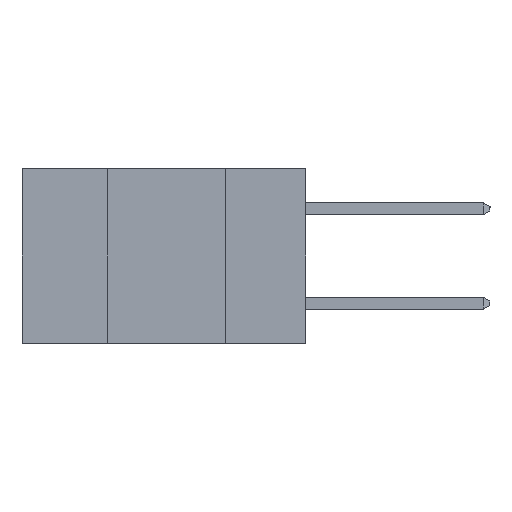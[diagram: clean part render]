
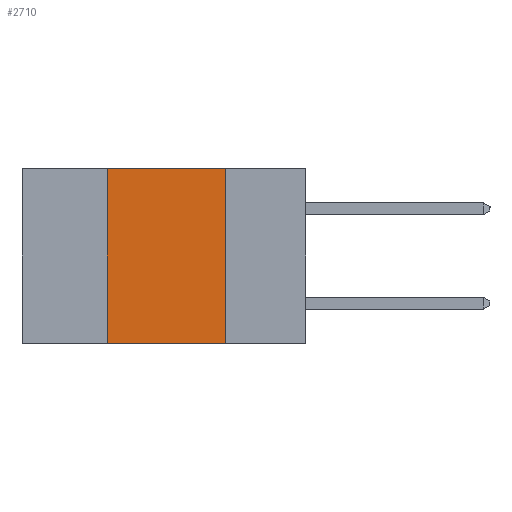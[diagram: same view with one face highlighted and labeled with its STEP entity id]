
A CAD part, left-side view. The second image highlights one B-rep face of the part: STEP entity #2710.
In plain terms, the highlighted planar face has unit normal (-1, 0, 0).
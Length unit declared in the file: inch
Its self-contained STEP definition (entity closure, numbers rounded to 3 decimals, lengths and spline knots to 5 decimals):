
#570 = VERTEX_POINT ( 'NONE', #21089 ) ;
#997 = EDGE_CURVE ( 'NONE', #14348, #7989, #17390, .T. ) ;
#1250 = LINE ( 'NONE', #8866, #1609 ) ;
#1609 = VECTOR ( 'NONE', #21705, 39.37008 ) ;
#2710 = ADVANCED_FACE ( 'NONE', ( #3567 ), #18784, .F. ) ;
#3567 = FACE_OUTER_BOUND ( 'NONE', #8385, .T. ) ;
#3973 = ORIENTED_EDGE ( 'NONE', *, *, #19074, .F. ) ;
#4193 = EDGE_CURVE ( 'NONE', #22796, #14348, #1250, .T. ) ;
#5556 = AXIS2_PLACEMENT_3D ( 'NONE', #9550, #22628, #24493 ) ;
#5858 = VECTOR ( 'NONE', #22231, 39.37008 ) ;
#5934 = CARTESIAN_POINT ( 'NONE',  ( 0., 0.17, -0.37 ) ) ;
#7989 = VERTEX_POINT ( 'NONE', #20797 ) ;
#8377 = EDGE_CURVE ( 'NONE', #570, #7989, #14044, .T. ) ;
#8385 = EDGE_LOOP ( 'NONE', ( #22477, #16211, #3973, #17412 ) ) ;
#8866 = CARTESIAN_POINT ( 'NONE',  ( 0., 0.6, 0. ) ) ;
#9550 = CARTESIAN_POINT ( 'NONE',  ( 0., 0.6, 0. ) ) ;
#12166 = CARTESIAN_POINT ( 'NONE',  ( 0., 0.6, -0.37 ) ) ;
#13376 = CARTESIAN_POINT ( 'NONE',  ( 0., 0.17, 0. ) ) ;
#14044 = LINE ( 'NONE', #12166, #15390 ) ;
#14150 = DIRECTION ( 'NONE',  ( 0., -1., 0. ) ) ;
#14348 = VERTEX_POINT ( 'NONE', #13376 ) ;
#15390 = VECTOR ( 'NONE', #14150, 39.37008 ) ;
#16211 = ORIENTED_EDGE ( 'NONE', *, *, #4193, .F. ) ;
#16246 = CARTESIAN_POINT ( 'NONE',  ( 0., 0.42, -0.37 ) ) ;
#17390 = LINE ( 'NONE', #5934, #18287 ) ;
#17412 = ORIENTED_EDGE ( 'NONE', *, *, #8377, .T. ) ;
#17532 = DIRECTION ( 'NONE',  ( 0., 0., -1. ) ) ;
#18287 = VECTOR ( 'NONE', #17532, 39.37008 ) ;
#18784 = PLANE ( 'NONE',  #5556 ) ;
#19074 = EDGE_CURVE ( 'NONE', #570, #22796, #24223, .T. ) ;
#20797 = CARTESIAN_POINT ( 'NONE',  ( 0., 0.17, -0.37 ) ) ;
#21089 = CARTESIAN_POINT ( 'NONE',  ( 0., 0.42, -0.37 ) ) ;
#21705 = DIRECTION ( 'NONE',  ( 0., -1., 0. ) ) ;
#22134 = CARTESIAN_POINT ( 'NONE',  ( 0., 0.42, 0. ) ) ;
#22231 = DIRECTION ( 'NONE',  ( 0., 0., 1. ) ) ;
#22477 = ORIENTED_EDGE ( 'NONE', *, *, #997, .F. ) ;
#22628 = DIRECTION ( 'NONE',  ( 1., 0., 0. ) ) ;
#22796 = VERTEX_POINT ( 'NONE', #22134 ) ;
#24223 = LINE ( 'NONE', #16246, #5858 ) ;
#24493 = DIRECTION ( 'NONE',  ( 0., 0., -1. ) ) ;
